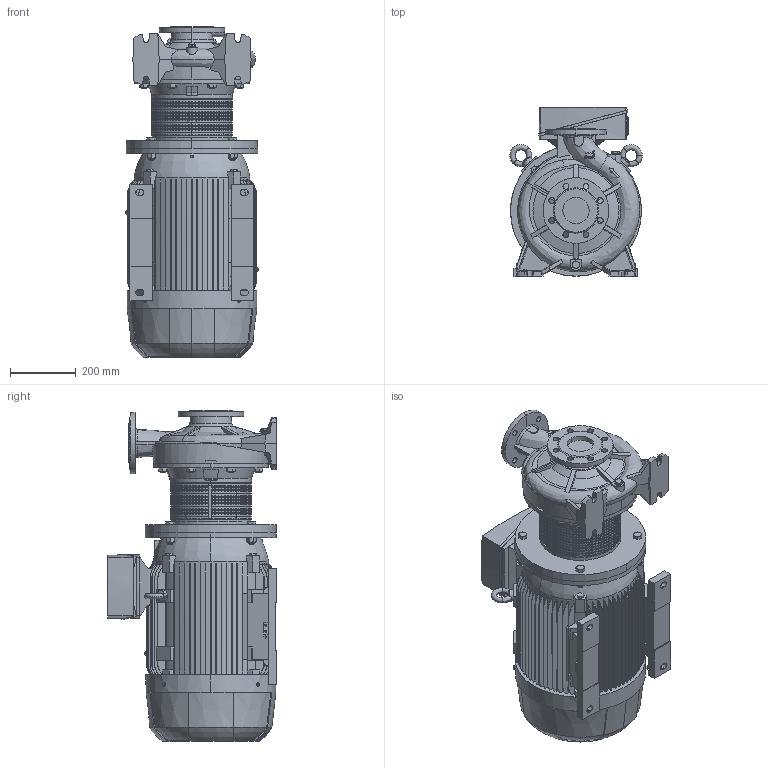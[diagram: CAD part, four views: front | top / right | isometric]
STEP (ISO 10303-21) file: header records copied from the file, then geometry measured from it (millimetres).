
FILE_DESCRIPTION (( 'STEP AP214' ), '1' );
FILE_NAME ('4_93_446_01_REV01.step', '2022-08-10T13:20:20', ( '' ), ( '' ), 'SwSTEP 2.0', 'SolidWorks 2020', '' );
FILE_SCHEMA (( 'AUTOMOTIVE_DESIGN' ));
Length unit declared in the file: millimetre
Products named in the file (3): Copia di 189531^4_93_446_01_REV01; Copia di 189544^4_93_446_01_REV01; 4_93_446_01_REV01
Assembly tree (2 placements, depth 2):
  4_93_446_01_REV01
    Copia di 189531^4_93_446_01_REV01
    Copia di 189544^4_93_446_01_REV01
Bounding box: 403.6 x 515.01 x 1008.81 mm (x, y, z)
Volume: 97707565.9 mm3; surface area: 3448352.9 mm2
Topology: 21 solids, 848 shells, 3088 faces, 9467 edges, 7323 vertices
Faces by surface type: cylinder 1282, plane 1267, cone 301, torus 151, bspline 87
Entity records: 147021 total; most frequent: CARTESIAN_POINT 69743, ORIENTED_EDGE 15560, DIRECTION 14749, EDGE_CURVE 9465, VERTEX_POINT 7323, AXIS2_PLACEMENT_3D 5090, LINE 4569, VECTOR 4569
